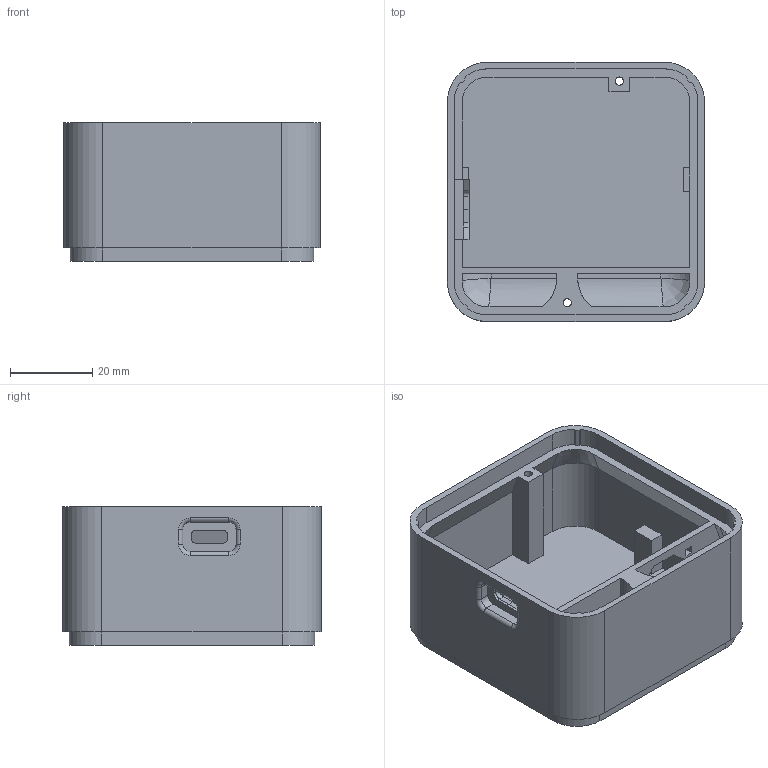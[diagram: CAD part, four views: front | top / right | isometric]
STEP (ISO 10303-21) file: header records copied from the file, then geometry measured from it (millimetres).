
FILE_DESCRIPTION(('FreeCAD Model'),'2;1');
FILE_NAME('Open CASCADE Shape Model','2025-08-06T17:57:37',(''),(''), 'Open CASCADE STEP processor 7.7','FreeCAD','Unknown');
FILE_SCHEMA(('AUTOMOTIVE_DESIGN { 1 0 10303 214 1 1 1 1 }'));
Length unit declared in the file: millimetre
Products named in the file (1): MainBody
Bounding box: 62.5 x 63 x 33.62 mm (x, y, z)
Volume: 29260.2 mm3; surface area: 26099.3 mm2
Topology: 1 solids, 1 shells, 240 faces, 623 edges, 389 vertices
Faces by surface type: plane 173, cylinder 57, torus 4, cone 4, bspline 2
Full cylindrical faces by diameter (mm): 2 x2, 3.5 x2
Entity records: 7455 total; most frequent: CARTESIAN_POINT 1475, ORIENTED_EDGE 1242, DIRECTION 1223, EDGE_CURVE 621, LINE 485, VECTOR 485, VERTEX_POINT 389, AXIS2_PLACEMENT_3D 369
